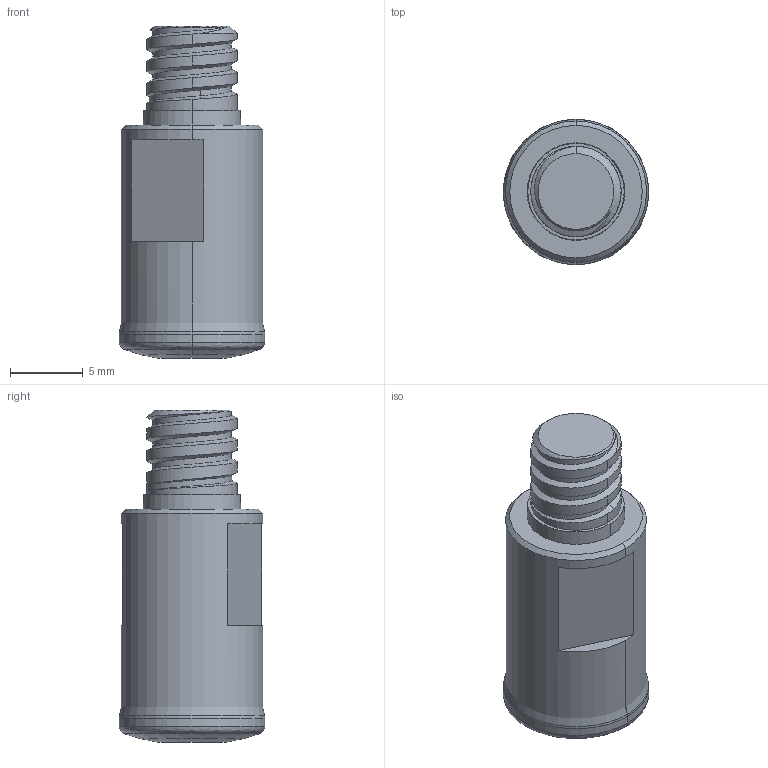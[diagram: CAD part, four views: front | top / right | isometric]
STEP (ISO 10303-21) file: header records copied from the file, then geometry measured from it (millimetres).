
FILE_DESCRIPTION((''),'2;1');
FILE_NAME('15G1B010016T6R00','2020-04-28T',('friedricha'),(''),'CREO PARAMETRIC BY PTC INC, 2017020','CREO PARAMETRIC BY PTC INC, 2017020','');
FILE_SCHEMA(('AUTOMOTIVE_DESIGN { 1 0 10303 214 1 1 1 1 }'));
Length unit declared in the file: millimetre
Products named in the file (3): NOCUT; CUT; 15G1B010016T6R00
Assembly tree (2 placements, depth 2):
  15G1B010016T6R00
    NOCUT
    CUT
Bounding box: 10 x 10 x 22.8 mm (x, y, z)
Volume: 1551.3 mm3; surface area: 1018.5 mm2
Topology: 2 solids, 2 shells, 84 faces, 184 edges, 107 vertices
Faces by surface type: revolution 36, plane 13, cone 10, cylinder 9, torus 8, bspline 8
Entity records: 6965 total; most frequent: CARTESIAN_POINT 3961, DIRECTION 369, ORIENTED_EDGE 368, PRESENTATION_STYLE_ASSIGNMENT 203, STYLED_ITEM 203, CURVE_STYLE 201, EDGE_CURVE 184, AXIS2_PLACEMENT_3D 148
